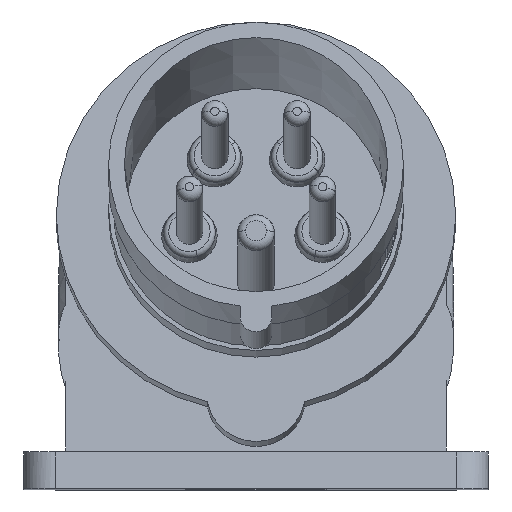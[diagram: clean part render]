
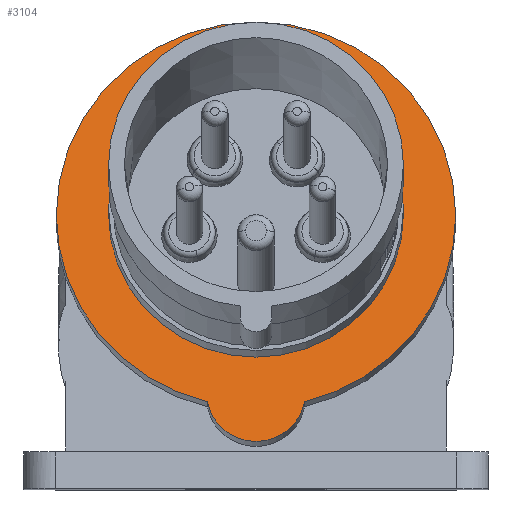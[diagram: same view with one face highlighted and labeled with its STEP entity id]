
A CAD part, top view. The second image highlights one B-rep face of the part: STEP entity #3104.
In plain terms, the highlighted planar face has unit normal (0, 0.259, 0.966).
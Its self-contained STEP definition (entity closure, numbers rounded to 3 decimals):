
#509 = DIRECTION ( 'NONE',  ( 0., 0.259, 0.966 ) ) ;
#1261 = FACE_OUTER_BOUND ( 'NONE', #9902, .T. ) ;
#1632 = ORIENTED_EDGE ( 'NONE', *, *, #26349, .F. ) ;
#2039 = DIRECTION ( 'NONE',  ( -1., 0., 0. ) ) ;
#2645 = CIRCLE ( 'NONE', #9514, 37.8 ) ;
#3104 = ADVANCED_FACE ( 'NONE', ( #18367, #1261 ), #8702, .F. ) ;
#5402 = DIRECTION ( 'NONE',  ( 0., 0.259, 0.966 ) ) ;
#6042 = ORIENTED_EDGE ( 'NONE', *, *, #25123, .T. ) ;
#6538 = CARTESIAN_POINT ( 'NONE',  ( 0., 51.908, 101.326 ) ) ;
#7332 = EDGE_LOOP ( 'NONE', ( #1632, #18862 ) ) ;
#7463 = VERTEX_POINT ( 'NONE', #18476 ) ;
#7838 = DIRECTION ( 'NONE',  ( 0., 0.259, 0.966 ) ) ;
#8702 = PLANE ( 'NONE',  #25921 ) ;
#8717 = AXIS2_PLACEMENT_3D ( 'NONE', #13889, #509, #16121 ) ;
#8801 = DIRECTION ( 'NONE',  ( 1., 0., 0. ) ) ;
#9514 = AXIS2_PLACEMENT_3D ( 'NONE', #6538, #22177, #8801 ) ;
#9519 = CIRCLE ( 'NONE', #8717, 9.3 ) ;
#9593 = CARTESIAN_POINT ( 'NONE',  ( -37.8, 51.908, 101.326 ) ) ;
#9796 = EDGE_CURVE ( 'NONE', #28353, #7463, #23733, .T. ) ;
#9902 = EDGE_LOOP ( 'NONE', ( #14812, #12897, #6042, #20695 ) ) ;
#10624 = CARTESIAN_POINT ( 'NONE',  ( -27.9, 51.908, 101.326 ) ) ;
#10647 = CIRCLE ( 'NONE', #23823, 27.9 ) ;
#12051 = DIRECTION ( 'NONE',  ( 0., 0.259, 0.966 ) ) ;
#12463 = CARTESIAN_POINT ( 'NONE',  ( -9.166, 16.486, 110.817 ) ) ;
#12897 = ORIENTED_EDGE ( 'NONE', *, *, #26081, .T. ) ;
#13063 = CARTESIAN_POINT ( 'NONE',  ( 0., 51.908, 101.326 ) ) ;
#13080 = AXIS2_PLACEMENT_3D ( 'NONE', #18760, #5402, #21053 ) ;
#13889 = CARTESIAN_POINT ( 'NONE',  ( 0., 18.004, 110.41 ) ) ;
#14803 = EDGE_CURVE ( 'NONE', #20343, #28353, #9519, .T. ) ;
#14812 = ORIENTED_EDGE ( 'NONE', *, *, #9796, .T. ) ;
#15339 = DIRECTION ( 'NONE',  ( 1., 0., 0. ) ) ;
#15427 = DIRECTION ( 'NONE',  ( 0., -0.259, -0.966 ) ) ;
#16121 = DIRECTION ( 'NONE',  ( 1., 0., 0. ) ) ;
#18301 = AXIS2_PLACEMENT_3D ( 'NONE', #21225, #7838, #23495 ) ;
#18367 = FACE_BOUND ( 'NONE', #7332, .T. ) ;
#18476 = CARTESIAN_POINT ( 'NONE',  ( 37.8, 51.908, 101.326 ) ) ;
#18760 = CARTESIAN_POINT ( 'NONE',  ( 0., 51.908, 101.326 ) ) ;
#18862 = ORIENTED_EDGE ( 'NONE', *, *, #22404, .F. ) ;
#19334 = CARTESIAN_POINT ( 'NONE',  ( 27.9, 51.908, 101.326 ) ) ;
#19408 = CIRCLE ( 'NONE', #28212, 27.9 ) ;
#20343 = VERTEX_POINT ( 'NONE', #12463 ) ;
#20695 = ORIENTED_EDGE ( 'NONE', *, *, #14803, .T. ) ;
#21053 = DIRECTION ( 'NONE',  ( 1., 0., 0. ) ) ;
#21225 = CARTESIAN_POINT ( 'NONE',  ( 0., 51.908, 101.326 ) ) ;
#22177 = DIRECTION ( 'NONE',  ( 0., 0.259, 0.966 ) ) ;
#22404 = EDGE_CURVE ( 'NONE', #24997, #24147, #19408, .T. ) ;
#23074 = CARTESIAN_POINT ( 'NONE',  ( 9.166, 16.486, 110.817 ) ) ;
#23351 = VERTEX_POINT ( 'NONE', #9593 ) ;
#23495 = DIRECTION ( 'NONE',  ( 1., 0., 0. ) ) ;
#23733 = CIRCLE ( 'NONE', #13080, 37.8 ) ;
#23823 = AXIS2_PLACEMENT_3D ( 'NONE', #13063, #28815, #15339 ) ;
#24147 = VERTEX_POINT ( 'NONE', #10624 ) ;
#24997 = VERTEX_POINT ( 'NONE', #19334 ) ;
#25123 = EDGE_CURVE ( 'NONE', #23351, #20343, #2645, .T. ) ;
#25540 = CARTESIAN_POINT ( 'NONE',  ( 0., 51.908, 101.326 ) ) ;
#25921 = AXIS2_PLACEMENT_3D ( 'NONE', #28894, #15427, #2039 ) ;
#26081 = EDGE_CURVE ( 'NONE', #7463, #23351, #27516, .T. ) ;
#26349 = EDGE_CURVE ( 'NONE', #24147, #24997, #10647, .T. ) ;
#27516 = CIRCLE ( 'NONE', #18301, 37.8 ) ;
#27804 = DIRECTION ( 'NONE',  ( 1., 0., 0. ) ) ;
#28212 = AXIS2_PLACEMENT_3D ( 'NONE', #25540, #12051, #27804 ) ;
#28353 = VERTEX_POINT ( 'NONE', #23074 ) ;
#28815 = DIRECTION ( 'NONE',  ( 0., 0.259, 0.966 ) ) ;
#28894 = CARTESIAN_POINT ( 'NONE',  ( 0., 78.857, 94.105 ) ) ;
